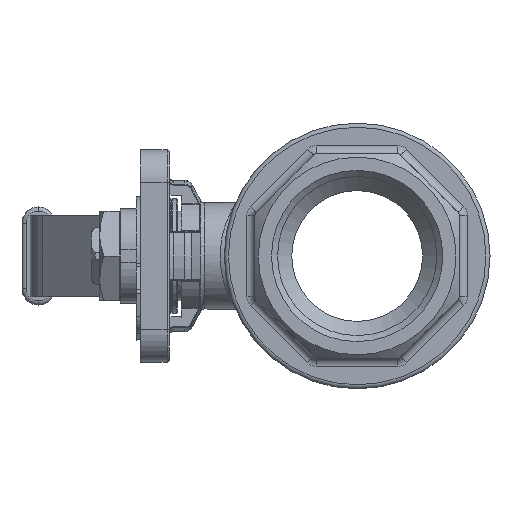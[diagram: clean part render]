
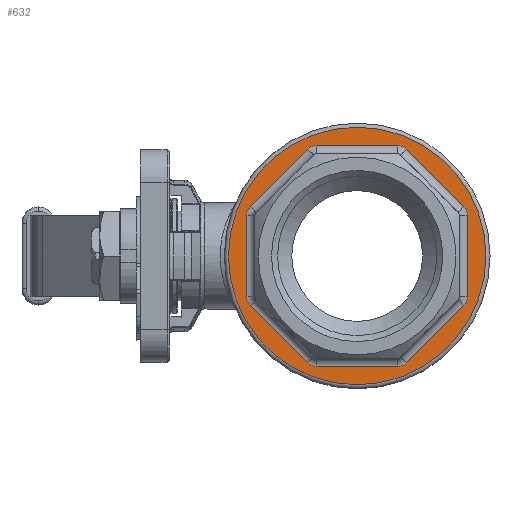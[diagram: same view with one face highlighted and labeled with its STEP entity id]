
A CAD part, left-side view. The second image highlights one B-rep face of the part: STEP entity #632.
In plain terms, the highlighted planar face has unit normal (-1, 0, 0).
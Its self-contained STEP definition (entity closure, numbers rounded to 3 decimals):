
#115 = EDGE_CURVE ( 'NONE', #28505, #28501, #8378, .T. ) ;
#149 = EDGE_CURVE ( 'NONE', #28609, #28566, #47594, .T. ) ;
#157 = EDGE_CURVE ( 'NONE', #28575, #28494, #47612, .T. ) ;
#165 = EDGE_CURVE ( 'NONE', #51043, #51043, #47633, .T. ) ;
#189 = EDGE_CURVE ( 'NONE', #28562, #28448, #8500, .T. ) ;
#191 = EDGE_CURVE ( 'NONE', #28566, #28562, #8493, .T. ) ;
#195 = EDGE_CURVE ( 'NONE', #28494, #28386, #8476, .T. ) ;
#250 = EDGE_CURVE ( 'NONE', #28601, #28505, #26720, .T. ) ;
#264 = EDGE_CURVE ( 'NONE', #28584, #28601, #27028, .T. ) ;
#274 = EDGE_CURVE ( 'NONE', #28501, #28575, #26853, .T. ) ;
#285 = EDGE_CURVE ( 'NONE', #28386, #28393, #52324, .T. ) ;
#321 = EDGE_CURVE ( 'NONE', #28448, #28660, #16761, .T. ) ;
#328 = EDGE_CURVE ( 'NONE', #28660, #28584, #16697, .T. ) ;
#632 = ADVANCED_FACE ( 'NONE', ( #6135, #6134 ), #10109, .F. ) ;
#5684 = CARTESIAN_POINT ( 'NONE',  ( -33., 0., -31.5 ) ) ;
#5792 = DIRECTION ( 'NONE',  ( 0., 0., -1. ) ) ;
#5793 = DIRECTION ( 'NONE',  ( 1., 0., 0. ) ) ;
#5794 = CARTESIAN_POINT ( 'NONE',  ( -33., -24., -9.941 ) ) ;
#5855 = DIRECTION ( 'NONE',  ( 0., 0., -1. ) ) ;
#5856 = DIRECTION ( 'NONE',  ( 1., 0., 0. ) ) ;
#5857 = CARTESIAN_POINT ( 'NONE',  ( -33., 9.941, 24. ) ) ;
#5863 = CARTESIAN_POINT ( 'NONE',  ( -33., -12.062, -26.121 ) ) ;
#5900 = CARTESIAN_POINT ( 'NONE',  ( -33., 12.062, 26.121 ) ) ;
#6134 = FACE_OUTER_BOUND ( 'NONE', #24301, .T. ) ;
#6135 = FACE_BOUND ( 'NONE', #24535, .T. ) ;
#7802 = AXIS2_PLACEMENT_3D ( 'NONE', #14849, #14850, #14852 ) ;
#8378 = CIRCLE ( 'NONE', #44151, 3. ) ;
#8475 = VECTOR ( 'NONE', #36280, 1000. ) ;
#8476 = LINE ( 'NONE', #36279, #8475 ) ;
#8493 = CIRCLE ( 'NONE', #54977, 3. ) ;
#8499 = VECTOR ( 'NONE', #36255, 1000. ) ;
#8500 = LINE ( 'NONE', #36253, #8499 ) ;
#10109 = PLANE ( 'NONE',  #13810 ) ;
#10111 = CARTESIAN_POINT ( 'NONE',  ( -33., 32.5, 0. ) ) ;
#10113 = DIRECTION ( 'NONE',  ( 1., 0., 0. ) ) ;
#10115 = DIRECTION ( 'NONE',  ( 0., 0., -1. ) ) ;
#11443 = AXIS2_PLACEMENT_3D ( 'NONE', #14579, #14580, #14581 ) ;
#12608 = AXIS2_PLACEMENT_3D ( 'NONE', #47981, #48025, #48004 ) ;
#13069 = CARTESIAN_POINT ( 'NONE',  ( -33., -27., -9.941 ) ) ;
#13076 = CARTESIAN_POINT ( 'NONE',  ( -33., -26.121, -12.062 ) ) ;
#13126 = CARTESIAN_POINT ( 'NONE',  ( -33., 27., 9.941 ) ) ;
#13161 = CARTESIAN_POINT ( 'NONE',  ( -33., -27., 9.941 ) ) ;
#13171 = CARTESIAN_POINT ( 'NONE',  ( -33., -12.062, 26.121 ) ) ;
#13173 = CARTESIAN_POINT ( 'NONE',  ( -33., -9.941, 27. ) ) ;
#13198 = CARTESIAN_POINT ( 'NONE',  ( -33., -9.941, -27. ) ) ;
#13204 = CARTESIAN_POINT ( 'NONE',  ( -33., 26.121, 12.062 ) ) ;
#13213 = CARTESIAN_POINT ( 'NONE',  ( -33., 9.941, -27. ) ) ;
#13810 = AXIS2_PLACEMENT_3D ( 'NONE', #10111, #10113, #10115 ) ;
#14579 = CARTESIAN_POINT ( 'NONE',  ( -33., 9.941, -24. ) ) ;
#14580 = DIRECTION ( 'NONE',  ( 1., 0., 0. ) ) ;
#14581 = DIRECTION ( 'NONE',  ( 0., 0., -1. ) ) ;
#14637 = CARTESIAN_POINT ( 'NONE',  ( -33., -2.842, -35.342 ) ) ;
#14638 = DIRECTION ( 'NONE',  ( 0., 0.707, -0.707 ) ) ;
#14849 = CARTESIAN_POINT ( 'NONE',  ( -33., -9.941, -24. ) ) ;
#14850 = DIRECTION ( 'NONE',  ( 1., 0., 0. ) ) ;
#14852 = DIRECTION ( 'NONE',  ( 0., 0., -1. ) ) ;
#15887 = CIRCLE ( 'NONE', #11443, 3. ) ;
#16317 = LINE ( 'NONE', #55836, #16320 ) ;
#16320 = VECTOR ( 'NONE', #55812, 1000. ) ;
#16695 = VECTOR ( 'NONE', #48059, 1000. ) ;
#16697 = LINE ( 'NONE', #48060, #16695 ) ;
#16761 = CIRCLE ( 'NONE', #12608, 3. ) ;
#17167 = CIRCLE ( 'NONE', #7802, 3. ) ;
#24301 = EDGE_LOOP ( 'NONE', ( #25628 ) ) ;
#24535 = EDGE_LOOP ( 'NONE', ( #25274, #25273, #25277, #25615, #25616, #25617, #25618, #25619, #25620, #25621, #25622, #25623, #25624, #25625, #25626, #25627 ) ) ;
#25273 = ORIENTED_EDGE ( 'NONE', *, *, #115, .T. ) ;
#25274 = ORIENTED_EDGE ( 'NONE', *, *, #250, .T. ) ;
#25277 = ORIENTED_EDGE ( 'NONE', *, *, #274, .T. ) ;
#25615 = ORIENTED_EDGE ( 'NONE', *, *, #157, .T. ) ;
#25616 = ORIENTED_EDGE ( 'NONE', *, *, #195, .T. ) ;
#25617 = ORIENTED_EDGE ( 'NONE', *, *, #285, .T. ) ;
#25618 = ORIENTED_EDGE ( 'NONE', *, *, #33278, .T. ) ;
#25619 = ORIENTED_EDGE ( 'NONE', *, *, #34043, .T. ) ;
#25620 = ORIENTED_EDGE ( 'NONE', *, *, #33491, .T. ) ;
#25621 = ORIENTED_EDGE ( 'NONE', *, *, #33209, .T. ) ;
#25622 = ORIENTED_EDGE ( 'NONE', *, *, #149, .T. ) ;
#25623 = ORIENTED_EDGE ( 'NONE', *, *, #191, .T. ) ;
#25624 = ORIENTED_EDGE ( 'NONE', *, *, #189, .T. ) ;
#25625 = ORIENTED_EDGE ( 'NONE', *, *, #321, .T. ) ;
#25626 = ORIENTED_EDGE ( 'NONE', *, *, #328, .T. ) ;
#25627 = ORIENTED_EDGE ( 'NONE', *, *, #264, .T. ) ;
#25628 = ORIENTED_EDGE ( 'NONE', *, *, #165, .T. ) ;
#26717 = VECTOR ( 'NONE', #35521, 1000. ) ;
#26720 = LINE ( 'NONE', #35519, #26717 ) ;
#26850 = VECTOR ( 'NONE', #37670, 1000. ) ;
#26853 = LINE ( 'NONE', #37669, #26850 ) ;
#27028 = CIRCLE ( 'NONE', #55304, 3. ) ;
#28386 = VERTEX_POINT ( 'NONE', #13069 ) ;
#28393 = VERTEX_POINT ( 'NONE', #13076 ) ;
#28448 = VERTEX_POINT ( 'NONE', #13126 ) ;
#28494 = VERTEX_POINT ( 'NONE', #13161 ) ;
#28501 = VERTEX_POINT ( 'NONE', #13171 ) ;
#28505 = VERTEX_POINT ( 'NONE', #13173 ) ;
#28562 = VERTEX_POINT ( 'NONE', #34036 ) ;
#28566 = VERTEX_POINT ( 'NONE', #34016 ) ;
#28575 = VERTEX_POINT ( 'NONE', #33935 ) ;
#28584 = VERTEX_POINT ( 'NONE', #5900 ) ;
#28599 = VERTEX_POINT ( 'NONE', #5863 ) ;
#28601 = VERTEX_POINT ( 'NONE', #36101 ) ;
#28609 = VERTEX_POINT ( 'NONE', #35316 ) ;
#28653 = VERTEX_POINT ( 'NONE', #13198 ) ;
#28660 = VERTEX_POINT ( 'NONE', #13204 ) ;
#28673 = VERTEX_POINT ( 'NONE', #13213 ) ;
#33209 = EDGE_CURVE ( 'NONE', #28673, #28609, #15887, .T. ) ;
#33278 = EDGE_CURVE ( 'NONE', #28393, #28599, #51197, .T. ) ;
#33491 = EDGE_CURVE ( 'NONE', #28653, #28673, #16317, .T. ) ;
#33935 = CARTESIAN_POINT ( 'NONE',  ( -33., -26.121, 12.062 ) ) ;
#34016 = CARTESIAN_POINT ( 'NONE',  ( -33., 26.121, -12.062 ) ) ;
#34036 = CARTESIAN_POINT ( 'NONE',  ( -33., 27., -9.941 ) ) ;
#34043 = EDGE_CURVE ( 'NONE', #28599, #28653, #17167, .T. ) ;
#35316 = CARTESIAN_POINT ( 'NONE',  ( -33., 12.062, -26.121 ) ) ;
#35519 = CARTESIAN_POINT ( 'NONE',  ( -33., 32.5, 27. ) ) ;
#35521 = DIRECTION ( 'NONE',  ( 0., -1., 0. ) ) ;
#36101 = CARTESIAN_POINT ( 'NONE',  ( -33., 9.941, 27. ) ) ;
#36253 = CARTESIAN_POINT ( 'NONE',  ( -33., 27., 0. ) ) ;
#36255 = DIRECTION ( 'NONE',  ( 0., 0., 1. ) ) ;
#36260 = CARTESIAN_POINT ( 'NONE',  ( -33., 24., -9.941 ) ) ;
#36261 = DIRECTION ( 'NONE',  ( 0., 0., -1. ) ) ;
#36263 = DIRECTION ( 'NONE',  ( 1., 0., 0. ) ) ;
#36279 = CARTESIAN_POINT ( 'NONE',  ( -33., -27., 0. ) ) ;
#36280 = DIRECTION ( 'NONE',  ( 0., 0., -1. ) ) ;
#36356 = CARTESIAN_POINT ( 'NONE',  ( -33., -9.941, 24. ) ) ;
#36357 = DIRECTION ( 'NONE',  ( 1., 0., 0. ) ) ;
#36359 = DIRECTION ( 'NONE',  ( 0., 0., -1. ) ) ;
#37328 = CARTESIAN_POINT ( 'NONE',  ( -33., 35.342, -2.842 ) ) ;
#37330 = DIRECTION ( 'NONE',  ( 0., 0.707, 0.707 ) ) ;
#37396 = CARTESIAN_POINT ( 'NONE',  ( -33., -24., 9.941 ) ) ;
#37397 = DIRECTION ( 'NONE',  ( 1., 0., 0. ) ) ;
#37399 = DIRECTION ( 'NONE',  ( 0., 0., -1. ) ) ;
#37452 = CARTESIAN_POINT ( 'NONE',  ( -33., 0., 0. ) ) ;
#37453 = DIRECTION ( 'NONE',  ( -1., 0., 0. ) ) ;
#37455 = DIRECTION ( 'NONE',  ( 0., 0., -1. ) ) ;
#37669 = CARTESIAN_POINT ( 'NONE',  ( -33., -2.842, 35.342 ) ) ;
#37670 = DIRECTION ( 'NONE',  ( 0., -0.707, -0.707 ) ) ;
#44151 = AXIS2_PLACEMENT_3D ( 'NONE', #36356, #36357, #36359 ) ;
#47594 = LINE ( 'NONE', #37328, #47595 ) ;
#47595 = VECTOR ( 'NONE', #37330, 1000. ) ;
#47612 = CIRCLE ( 'NONE', #56802, 3. ) ;
#47633 = CIRCLE ( 'NONE', #56122, 31.5 ) ;
#47981 = CARTESIAN_POINT ( 'NONE',  ( -33., 24., 9.941 ) ) ;
#48004 = DIRECTION ( 'NONE',  ( 0., 0., -1. ) ) ;
#48025 = DIRECTION ( 'NONE',  ( 1., 0., 0. ) ) ;
#48059 = DIRECTION ( 'NONE',  ( 0., -0.707, 0.707 ) ) ;
#48060 = CARTESIAN_POINT ( 'NONE',  ( -33., 35.342, 2.842 ) ) ;
#51043 = VERTEX_POINT ( 'NONE', #5684 ) ;
#51196 = VECTOR ( 'NONE', #14638, 1000. ) ;
#51197 = LINE ( 'NONE', #14637, #51196 ) ;
#52324 = CIRCLE ( 'NONE', #54944, 3. ) ;
#54944 = AXIS2_PLACEMENT_3D ( 'NONE', #5794, #5793, #5792 ) ;
#54977 = AXIS2_PLACEMENT_3D ( 'NONE', #36260, #36263, #36261 ) ;
#55304 = AXIS2_PLACEMENT_3D ( 'NONE', #5857, #5856, #5855 ) ;
#55812 = DIRECTION ( 'NONE',  ( 0., 1., 0. ) ) ;
#55836 = CARTESIAN_POINT ( 'NONE',  ( -33., 32.5, -27. ) ) ;
#56122 = AXIS2_PLACEMENT_3D ( 'NONE', #37452, #37453, #37455 ) ;
#56802 = AXIS2_PLACEMENT_3D ( 'NONE', #37396, #37397, #37399 ) ;
